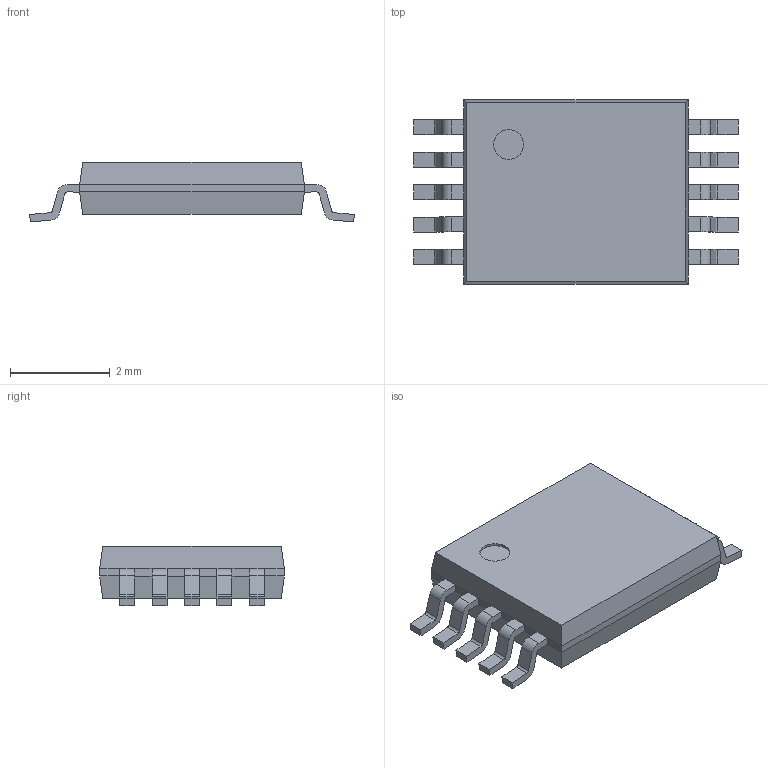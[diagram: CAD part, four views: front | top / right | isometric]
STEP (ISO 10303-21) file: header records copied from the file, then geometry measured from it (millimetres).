
FILE_DESCRIPTION (( 'STEP AP214' ), '1' );
FILE_NAME ('User Library-TSSOP.STEP', '2016-07-04T04:18:24', ( 'Windows User' ), ( '' ), 'SwSTEP 2.0', 'SolidWorks 2016', '' );
FILE_SCHEMA (( 'AUTOMOTIVE_DESIGN' ));
Length unit declared in the file: millimetre
Products named in the file (1): User Library-TSSOP
Bounding box: 6.5 x 3.7 x 1.2 mm (x, y, z)
Volume: 17.6 mm3; surface area: 60.8 mm2
Topology: 1 solids, 1 shells, 157 faces, 414 edges, 260 vertices
Faces by surface type: plane 115, cylinder 42
Entity records: 5099 total; most frequent: CARTESIAN_POINT 832, ORIENTED_EDGE 828, DIRECTION 814, EDGE_CURVE 414, LINE 330, VECTOR 330, VERTEX_POINT 260, AXIS2_PLACEMENT_3D 242
